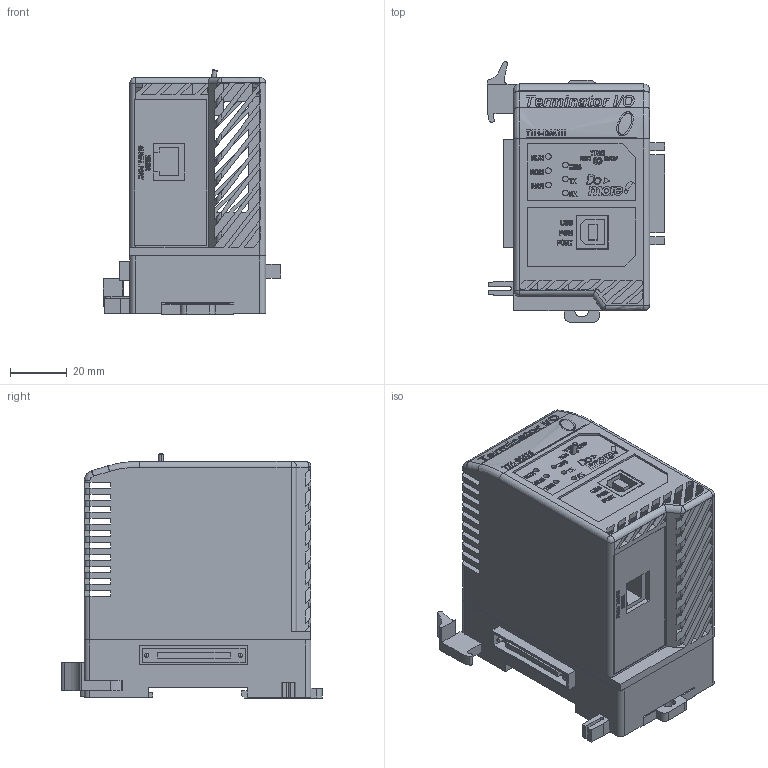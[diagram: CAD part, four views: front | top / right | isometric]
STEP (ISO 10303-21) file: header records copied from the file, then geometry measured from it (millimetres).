
FILE_DESCRIPTION (( 'STEP AP214' ), '1' );
FILE_NAME ('T1H-DM1E.STEP', '2013-11-18T16:06:22', ( '' ), ( '' ), 'SwSTEP 2.0', 'SolidWorks 2013', '' );
FILE_SCHEMA (( 'AUTOMOTIVE_DESIGN' ));
Length unit declared in the file: millimetre
Products named in the file (1): T1H-DM1E
Bounding box: 62.5 x 91.95 x 86.26 mm (x, y, z)
Volume: 104838.6 mm3; surface area: 58763.2 mm2
Topology: 31 solids, 31 shells, 1919 faces, 5363 edges, 3547 vertices
Faces by surface type: plane 1319, bspline 507, cylinder 82, sphere 7, torus 4
Entity records: 103801 total; most frequent: CARTESIAN_POINT 36789, ORIENTED_EDGE 10720, DIRECTION 7254, EDGE_CURVE 5360, LINE 4040, VECTOR 4040, VERTEX_POINT 3547, EDGE_LOOP 2123
